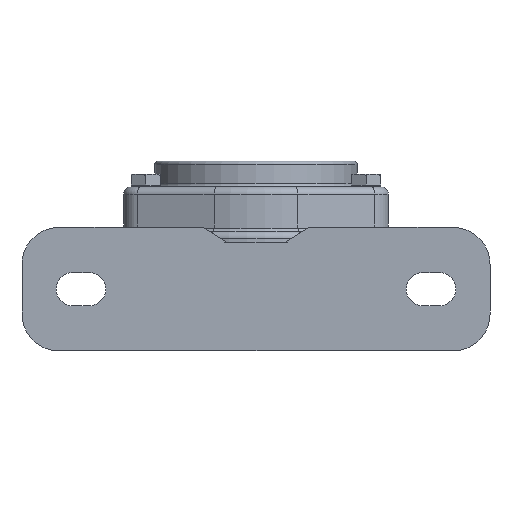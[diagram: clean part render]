
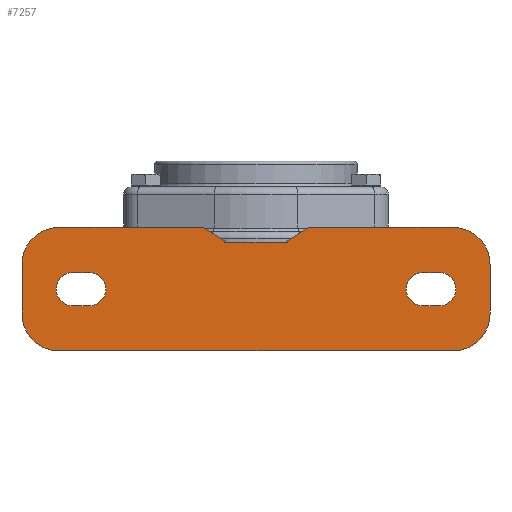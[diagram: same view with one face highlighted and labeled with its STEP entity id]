
A CAD part, front view. The second image highlights one B-rep face of the part: STEP entity #7257.
In plain terms, the highlighted planar face has unit normal (0, -1, 0).
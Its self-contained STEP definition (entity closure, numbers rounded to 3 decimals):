
#771=LINE($,#11858,#1131);
#775=LINE($,#11867,#1135);
#780=LINE($,#11880,#1140);
#785=LINE($,#11898,#1145);
#788=LINE($,#11907,#1148);
#791=LINE($,#11915,#1151);
#795=LINE($,#11924,#1155);
#817=LINE($,#12064,#1177);
#822=LINE($,#12086,#1182);
#823=LINE($,#12088,#1183);
#824=LINE($,#12089,#1184);
#825=LINE($,#12090,#1185);
#1131=VECTOR($,#9345,13.5);
#1135=VECTOR($,#9351,4.5);
#1140=VECTOR($,#9364,4.5);
#1145=VECTOR($,#9383,4.5);
#1148=VECTOR($,#9394,4.5);
#1151=VECTOR($,#9399,39.239);
#1155=VECTOR($,#9407,7.464);
#1177=VECTOR($,#9483,107.);
#1182=VECTOR($,#9504,15.919);
#1183=VECTOR($,#9505,7.464);
#1184=VECTOR($,#9506,39.239);
#1185=VECTOR($,#9507,13.5);
#1444=PLANE($,#7962);
#1646=FACE_BOUND($,#2591,.T.);
#1647=FACE_BOUND($,#2592,.T.);
#1648=FACE_BOUND($,#2593,.T.);
#2591=EDGE_LOOP($,(#5941,#5942,#5943,#5944));
#2592=EDGE_LOOP($,(#5945,#5946,#5947,#5948));
#2593=EDGE_LOOP($,(#5949,#5950,#5951,#5952,#5953,#5954,#5955,#5956,#5957,
#5958,#5959,#5960));
#3094=CIRCLE($,#7913,4.5);
#3096=CIRCLE($,#7917,4.5);
#3098=CIRCLE($,#7920,4.5);
#3100=CIRCLE($,#7924,4.5);
#3112=CIRCLE($,#7951,10.);
#3114=CIRCLE($,#7954,10.);
#3119=CIRCLE($,#7961,10.);
#3120=CIRCLE($,#7963,10.);
#3645=VERTEX_POINT($,#11855);
#3646=VERTEX_POINT($,#11857);
#3649=VERTEX_POINT($,#11864);
#3650=VERTEX_POINT($,#11866);
#3652=VERTEX_POINT($,#11872);
#3654=VERTEX_POINT($,#11878);
#3657=VERTEX_POINT($,#11888);
#3658=VERTEX_POINT($,#11890);
#3660=VERTEX_POINT($,#11896);
#3662=VERTEX_POINT($,#11902);
#3665=VERTEX_POINT($,#11912);
#3666=VERTEX_POINT($,#11914);
#3669=VERTEX_POINT($,#11922);
#3695=VERTEX_POINT($,#12049);
#3697=VERTEX_POINT($,#12055);
#3700=VERTEX_POINT($,#12062);
#3707=VERTEX_POINT($,#12079);
#3708=VERTEX_POINT($,#12083);
#3709=VERTEX_POINT($,#12085);
#3710=VERTEX_POINT($,#12087);
#4422=EDGE_CURVE($,#3646,#3645,#771,.T.);
#4426=EDGE_CURVE($,#3650,#3649,#775,.T.);
#4430=EDGE_CURVE($,#3649,#3652,#3094,.T.);
#4433=EDGE_CURVE($,#3652,#3654,#780,.T.);
#4435=EDGE_CURVE($,#3654,#3650,#3096,.T.);
#4438=EDGE_CURVE($,#3658,#3657,#3098,.T.);
#4442=EDGE_CURVE($,#3657,#3660,#785,.T.);
#4445=EDGE_CURVE($,#3660,#3662,#3100,.T.);
#4447=EDGE_CURVE($,#3662,#3658,#788,.T.);
#4450=EDGE_CURVE($,#3665,#3666,#791,.T.);
#4455=EDGE_CURVE($,#3669,#3665,#795,.T.);
#4491=EDGE_CURVE($,#3646,#3695,#3112,.T.);
#4495=EDGE_CURVE($,#3697,#3645,#3114,.T.);
#4498=EDGE_CURVE($,#3697,#3700,#817,.T.);
#4507=EDGE_CURVE($,#3707,#3700,#3119,.T.);
#4508=EDGE_CURVE($,#3666,#3708,#3120,.T.);
#4509=EDGE_CURVE($,#3669,#3709,#822,.T.);
#4510=EDGE_CURVE($,#3710,#3709,#823,.T.);
#4511=EDGE_CURVE($,#3695,#3710,#824,.T.);
#4512=EDGE_CURVE($,#3708,#3707,#825,.T.);
#5941=ORIENTED_EDGE($,*,*,#4442,.T.);
#5942=ORIENTED_EDGE($,*,*,#4445,.T.);
#5943=ORIENTED_EDGE($,*,*,#4447,.T.);
#5944=ORIENTED_EDGE($,*,*,#4438,.T.);
#5945=ORIENTED_EDGE($,*,*,#4430,.T.);
#5946=ORIENTED_EDGE($,*,*,#4433,.T.);
#5947=ORIENTED_EDGE($,*,*,#4435,.T.);
#5948=ORIENTED_EDGE($,*,*,#4426,.T.);
#5949=ORIENTED_EDGE($,*,*,#4508,.F.);
#5950=ORIENTED_EDGE($,*,*,#4450,.F.);
#5951=ORIENTED_EDGE($,*,*,#4455,.F.);
#5952=ORIENTED_EDGE($,*,*,#4509,.T.);
#5953=ORIENTED_EDGE($,*,*,#4510,.F.);
#5954=ORIENTED_EDGE($,*,*,#4511,.F.);
#5955=ORIENTED_EDGE($,*,*,#4491,.F.);
#5956=ORIENTED_EDGE($,*,*,#4422,.T.);
#5957=ORIENTED_EDGE($,*,*,#4495,.F.);
#5958=ORIENTED_EDGE($,*,*,#4498,.T.);
#5959=ORIENTED_EDGE($,*,*,#4507,.F.);
#5960=ORIENTED_EDGE($,*,*,#4512,.F.);
#7257=ADVANCED_FACE($,(#1646,#1647,#1648),#1444,.T.);
#7913=AXIS2_PLACEMENT_3D($,#11874,#9358,#9359);
#7917=AXIS2_PLACEMENT_3D($,#11883,#9369,#9370);
#7920=AXIS2_PLACEMENT_3D($,#11891,#9376,#9377);
#7924=AXIS2_PLACEMENT_3D($,#11904,#9389,#9390);
#7951=AXIS2_PLACEMENT_3D($,#12050,#9469,#9470);
#7954=AXIS2_PLACEMENT_3D($,#12057,#9477,#9478);
#7961=AXIS2_PLACEMENT_3D($,#12081,#9498,#9499);
#7962=AXIS2_PLACEMENT_3D($,#12082,#9500,#9501);
#7963=AXIS2_PLACEMENT_3D($,#12084,#9502,#9503);
#9345=DIRECTION($,(0.,0.,-1.));
#9351=DIRECTION($,(-1.,0.,0.));
#9358=DIRECTION('center_axis',(0.,1.,0.));
#9359=DIRECTION('ref_axis',(0.,0.,1.));
#9364=DIRECTION($,(1.,0.,0.));
#9369=DIRECTION('center_axis',(0.,1.,0.));
#9370=DIRECTION('ref_axis',(0.,0.,-1.));
#9376=DIRECTION('center_axis',(0.,1.,0.));
#9377=DIRECTION('ref_axis',(0.,0.,1.));
#9383=DIRECTION($,(1.,0.,0.));
#9389=DIRECTION('center_axis',(0.,1.,0.));
#9390=DIRECTION('ref_axis',(0.,0.,-1.));
#9394=DIRECTION($,(-1.,0.,0.));
#9399=DIRECTION($,(1.,0.,0.));
#9407=DIRECTION($,(0.844,0.,0.536));
#9469=DIRECTION('center_axis',(0.,1.,0.));
#9470=DIRECTION('ref_axis',(-0.707,0.,0.707));
#9477=DIRECTION('center_axis',(0.,1.,0.));
#9478=DIRECTION('ref_axis',(-0.707,0.,-0.707));
#9483=DIRECTION($,(1.,0.,0.));
#9498=DIRECTION('center_axis',(0.,1.,0.));
#9499=DIRECTION('ref_axis',(0.707,0.,-0.707));
#9500=DIRECTION('center_axis',(0.,-1.,0.));
#9501=DIRECTION('ref_axis',(0.,0.,-1.));
#9502=DIRECTION('center_axis',(0.,1.,0.));
#9503=DIRECTION('ref_axis',(0.707,0.,0.707));
#9504=DIRECTION($,(-1.,0.,0.));
#9505=DIRECTION($,(0.844,0.,-0.536));
#9506=DIRECTION($,(1.,0.,0.));
#9507=DIRECTION($,(0.,0.,-1.));
#11855=CARTESIAN_POINT('',(-63.5,-33.3,-23.5));
#11857=CARTESIAN_POINT('',(-63.5,-33.3,-10.));
#11858=CARTESIAN_POINT($,(-63.5,-33.3,0.));
#11864=CARTESIAN_POINT('',(45.25,-33.3,-21.25));
#11866=CARTESIAN_POINT('',(49.75,-33.3,-21.25));
#11867=CARTESIAN_POINT($,(-9.125,-33.3,-21.25));
#11872=CARTESIAN_POINT('',(45.25,-33.3,-12.25));
#11874=CARTESIAN_POINT('Origin',(45.25,-33.3,-16.75));
#11878=CARTESIAN_POINT('',(49.75,-33.3,-12.25));
#11880=CARTESIAN_POINT($,(-6.875,-33.3,-12.25));
#11883=CARTESIAN_POINT('Origin',(49.75,-33.3,-16.75));
#11888=CARTESIAN_POINT('',(-49.75,-33.3,-12.25));
#11890=CARTESIAN_POINT('',(-49.75,-33.3,-21.25));
#11891=CARTESIAN_POINT('Origin',(-49.75,-33.3,-16.75));
#11896=CARTESIAN_POINT('',(-45.25,-33.3,-12.25));
#11898=CARTESIAN_POINT($,(-54.375,-33.3,-12.25));
#11902=CARTESIAN_POINT('',(-45.25,-33.3,-21.25));
#11904=CARTESIAN_POINT('Origin',(-45.25,-33.3,-16.75));
#11907=CARTESIAN_POINT($,(-56.625,-33.3,-21.25));
#11912=CARTESIAN_POINT('',(14.261,-33.3,0.));
#11914=CARTESIAN_POINT('',(53.5,-33.3,0.));
#11915=CARTESIAN_POINT($,(-63.5,-33.3,0.));
#11922=CARTESIAN_POINT('',(7.959,-33.3,-4.));
#11924=CARTESIAN_POINT($,(-15.946,-33.3,-19.175));
#12049=CARTESIAN_POINT('',(-53.5,-33.3,0.));
#12050=CARTESIAN_POINT('Origin',(-53.5,-33.3,-10.));
#12055=CARTESIAN_POINT('',(-53.5,-33.3,-33.5));
#12057=CARTESIAN_POINT('Origin',(-53.5,-33.3,-23.5));
#12062=CARTESIAN_POINT('',(53.5,-33.3,-33.5));
#12064=CARTESIAN_POINT($,(-63.5,-33.3,-33.5));
#12079=CARTESIAN_POINT('',(63.5,-33.3,-23.5));
#12081=CARTESIAN_POINT('Origin',(53.5,-33.3,-23.5));
#12082=CARTESIAN_POINT('Origin',(-63.5,-33.3,0.));
#12083=CARTESIAN_POINT('',(63.5,-33.3,-10.));
#12084=CARTESIAN_POINT('Origin',(53.5,-33.3,-10.));
#12085=CARTESIAN_POINT('',(-7.959,-33.3,-4.));
#12086=CARTESIAN_POINT($,(-31.75,-33.3,-4.));
#12087=CARTESIAN_POINT('',(-14.261,-33.3,0.));
#12088=CARTESIAN_POINT($,(-35.649,-33.3,13.577));
#12089=CARTESIAN_POINT($,(-63.5,-33.3,0.));
#12090=CARTESIAN_POINT($,(63.5,-33.3,0.));
